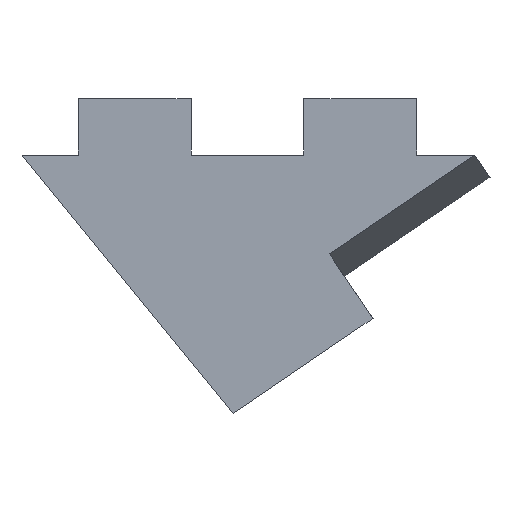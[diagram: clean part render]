
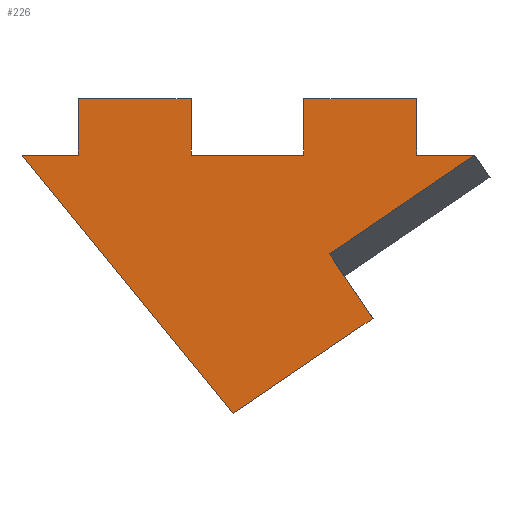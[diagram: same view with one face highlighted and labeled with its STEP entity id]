
A CAD part, front view. The second image highlights one B-rep face of the part: STEP entity #226.
In plain terms, the highlighted planar face has unit normal (0, -1, 0).
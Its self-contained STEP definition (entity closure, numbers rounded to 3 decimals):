
#6 = VECTOR ( 'NONE', #24, 1000. ) ;
#7 = VECTOR ( 'NONE', #104, 1000. ) ;
#15 = CARTESIAN_POINT ( 'NONE',  ( 70., 0., -10. ) ) ;
#17 = CARTESIAN_POINT ( 'NONE',  ( 0., 0., -10. ) ) ;
#23 = DIRECTION ( 'NONE',  ( 0., 0., -1. ) ) ;
#24 = DIRECTION ( 'NONE',  ( 0., 0., 1. ) ) ;
#25 = CARTESIAN_POINT ( 'NONE',  ( 62.28, 0., -38.961 ) ) ;
#29 = CARTESIAN_POINT ( 'NONE',  ( 70., 0., -10. ) ) ;
#30 = CARTESIAN_POINT ( 'NONE',  ( 54.526, 0., -27.554 ) ) ;
#33 = DIRECTION ( 'NONE',  ( 0., 0., -1. ) ) ;
#34 = DIRECTION ( 'NONE',  ( 0., 1., 0. ) ) ;
#36 = CARTESIAN_POINT ( 'NONE',  ( 50., 0., -10. ) ) ;
#37 = CARTESIAN_POINT ( 'NONE',  ( 62.28, 0., -38.961 ) ) ;
#38 = CARTESIAN_POINT ( 'NONE',  ( 0., 0., -10. ) ) ;
#45 = PLANE ( 'NONE',  #553 ) ;
#46 = CARTESIAN_POINT ( 'NONE',  ( 10., 0., -10. ) ) ;
#48 = CARTESIAN_POINT ( 'NONE',  ( 30., 0., -10. ) ) ;
#56 = CARTESIAN_POINT ( 'NONE',  ( 30., 0., 0. ) ) ;
#65 = DIRECTION ( 'NONE',  ( 0.562, 0., -0.827 ) ) ;
#68 = CARTESIAN_POINT ( 'NONE',  ( 30., 0., -10. ) ) ;
#72 = CARTESIAN_POINT ( 'NONE',  ( 30., 0., 0. ) ) ;
#76 = CARTESIAN_POINT ( 'NONE',  ( 54.526, 0., -27.554 ) ) ;
#83 = CARTESIAN_POINT ( 'NONE',  ( 54.526, 0., -27.554 ) ) ;
#84 = CARTESIAN_POINT ( 'NONE',  ( 70., 0., -10. ) ) ;
#87 = CARTESIAN_POINT ( 'NONE',  ( 10., 0., 0. ) ) ;
#90 = CARTESIAN_POINT ( 'NONE',  ( 10., 0., 0. ) ) ;
#91 = CARTESIAN_POINT ( 'NONE',  ( 50., 0., -10. ) ) ;
#102 = CARTESIAN_POINT ( 'NONE',  ( 70., 0., 0. ) ) ;
#104 = DIRECTION ( 'NONE',  ( 1., 0., 0. ) ) ;
#119 = DIRECTION ( 'NONE',  ( 1., 0., 0. ) ) ;
#124 = CARTESIAN_POINT ( 'NONE',  ( 10., 0., 0. ) ) ;
#127 = CARTESIAN_POINT ( 'NONE',  ( 50., 0., 0. ) ) ;
#133 = DIRECTION ( 'NONE',  ( 0., 0., 1. ) ) ;
#134 = DIRECTION ( 'NONE',  ( 1., 0., 0. ) ) ;
#153 = CARTESIAN_POINT ( 'NONE',  ( 10., 0., -10. ) ) ;
#157 = DIRECTION ( 'NONE',  ( -0.633, 0., 0.774 ) ) ;
#164 = DIRECTION ( 'NONE',  ( 0., 0., 1. ) ) ;
#169 = DIRECTION ( 'NONE',  ( -0.827, 0., -0.562 ) ) ;
#172 = DIRECTION ( 'NONE',  ( 1., 0., 0. ) ) ;
#175 = CARTESIAN_POINT ( 'NONE',  ( 80.35, 0., -10. ) ) ;
#186 = CARTESIAN_POINT ( 'NONE',  ( 10., 0., -10. ) ) ;
#190 = DIRECTION ( 'NONE',  ( -0.827, 0., -0.562 ) ) ;
#197 = DIRECTION ( 'NONE',  ( 1., 0., 0. ) ) ;
#201 = CARTESIAN_POINT ( 'NONE',  ( 37.47, 0., -55.827 ) ) ;
#202 = CARTESIAN_POINT ( 'NONE',  ( 50., 0., 0. ) ) ;
#214 = VECTOR ( 'NONE', #197, 1000. ) ;
#216 = VECTOR ( 'NONE', #190, 1000. ) ;
#222 = EDGE_CURVE ( 'NONE', #439, #443, #397, .T. ) ;
#226 = ADVANCED_FACE ( 'NONE', ( #395 ), #45, .F. ) ;
#242 = EDGE_CURVE ( 'NONE', #448, #440, #401, .T. ) ;
#244 = EDGE_CURVE ( 'NONE', #450, #448, #503, .T. ) ;
#247 = EDGE_CURVE ( 'NONE', #489, #450, #296, .T. ) ;
#250 = EDGE_CURVE ( 'NONE', #494, #489, #381, .T. ) ;
#253 = EDGE_CURVE ( 'NONE', #408, #494, #478, .T. ) ;
#256 = EDGE_CURVE ( 'NONE', #446, #408, #392, .T. ) ;
#259 = EDGE_CURVE ( 'NONE', #441, #446, #477, .T. ) ;
#262 = EDGE_CURVE ( 'NONE', #434, #441, #472, .T. ) ;
#265 = EDGE_CURVE ( 'NONE', #436, #434, #473, .T. ) ;
#268 = EDGE_CURVE ( 'NONE', #443, #436, #309, .T. ) ;
#272 = EDGE_CURVE ( 'NONE', #440, #435, #482, .T. ) ;
#277 = EDGE_CURVE ( 'NONE', #435, #439, #485, .T. ) ;
#283 = VECTOR ( 'NONE', #172, 1000. ) ;
#284 = VECTOR ( 'NONE', #157, 1000. ) ;
#292 = ORIENTED_EDGE ( 'NONE', *, *, #272, .F. ) ;
#296 = LINE ( 'NONE', #36, #537 ) ;
#309 = LINE ( 'NONE', #25, #216 ) ;
#311 = ORIENTED_EDGE ( 'NONE', *, *, #222, .F. ) ;
#312 = ORIENTED_EDGE ( 'NONE', *, *, #262, .F. ) ;
#316 = ORIENTED_EDGE ( 'NONE', *, *, #247, .F. ) ;
#328 = EDGE_LOOP ( 'NONE', ( #292, #386, #396, #316, #409, #464, #481, #500, #312, #458, #463, #311, #369 ) ) ;
#369 = ORIENTED_EDGE ( 'NONE', *, *, #277, .F. ) ;
#381 = LINE ( 'NONE', #48, #525 ) ;
#386 = ORIENTED_EDGE ( 'NONE', *, *, #242, .F. ) ;
#392 = LINE ( 'NONE', #124, #7 ) ;
#395 = FACE_OUTER_BOUND ( 'NONE', #328, .T. ) ;
#396 = ORIENTED_EDGE ( 'NONE', *, *, #244, .F. ) ;
#397 = LINE ( 'NONE', #30, #551 ) ;
#401 = LINE ( 'NONE', #84, #524 ) ;
#408 = VERTEX_POINT ( 'NONE', #56 ) ;
#409 = ORIENTED_EDGE ( 'NONE', *, *, #250, .F. ) ;
#434 = VERTEX_POINT ( 'NONE', #38 ) ;
#435 = VERTEX_POINT ( 'NONE', #175 ) ;
#436 = VERTEX_POINT ( 'NONE', #201 ) ;
#439 = VERTEX_POINT ( 'NONE', #83 ) ;
#440 = VERTEX_POINT ( 'NONE', #15 ) ;
#441 = VERTEX_POINT ( 'NONE', #186 ) ;
#443 = VERTEX_POINT ( 'NONE', #37 ) ;
#446 = VERTEX_POINT ( 'NONE', #90 ) ;
#448 = VERTEX_POINT ( 'NONE', #102 ) ;
#450 = VERTEX_POINT ( 'NONE', #202 ) ;
#458 = ORIENTED_EDGE ( 'NONE', *, *, #265, .F. ) ;
#463 = ORIENTED_EDGE ( 'NONE', *, *, #268, .F. ) ;
#464 = ORIENTED_EDGE ( 'NONE', *, *, #253, .F. ) ;
#472 = LINE ( 'NONE', #153, #283 ) ;
#473 = LINE ( 'NONE', #17, #284 ) ;
#477 = LINE ( 'NONE', #87, #6 ) ;
#478 = LINE ( 'NONE', #72, #523 ) ;
#481 = ORIENTED_EDGE ( 'NONE', *, *, #256, .F. ) ;
#482 = LINE ( 'NONE', #29, #214 ) ;
#485 = LINE ( 'NONE', #76, #558 ) ;
#489 = VERTEX_POINT ( 'NONE', #91 ) ;
#494 = VERTEX_POINT ( 'NONE', #68 ) ;
#500 = ORIENTED_EDGE ( 'NONE', *, *, #259, .F. ) ;
#503 = LINE ( 'NONE', #127, #530 ) ;
#523 = VECTOR ( 'NONE', #23, 1000. ) ;
#524 = VECTOR ( 'NONE', #33, 1000. ) ;
#525 = VECTOR ( 'NONE', #119, 1000. ) ;
#530 = VECTOR ( 'NONE', #134, 1000. ) ;
#537 = VECTOR ( 'NONE', #133, 1000. ) ;
#551 = VECTOR ( 'NONE', #65, 1000. ) ;
#553 = AXIS2_PLACEMENT_3D ( 'NONE', #46, #34, #164 ) ;
#558 = VECTOR ( 'NONE', #169, 1000. ) ;
